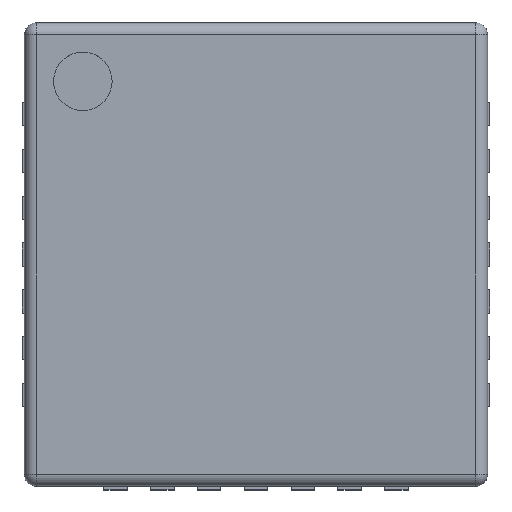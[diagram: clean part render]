
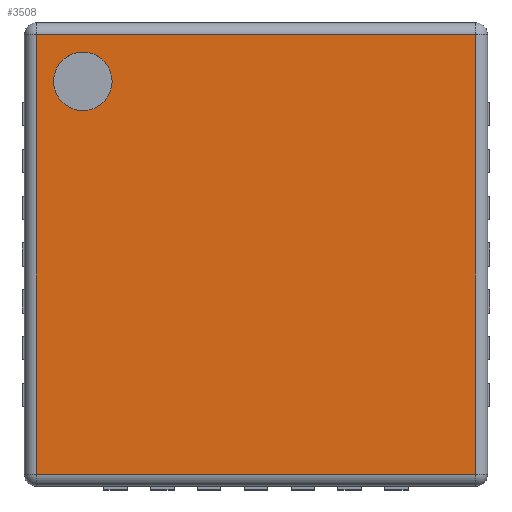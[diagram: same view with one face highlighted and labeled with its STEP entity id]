
A CAD part, top view. The second image highlights one B-rep face of the part: STEP entity #3508.
In plain terms, the highlighted planar face has unit normal (0, 0, 1).
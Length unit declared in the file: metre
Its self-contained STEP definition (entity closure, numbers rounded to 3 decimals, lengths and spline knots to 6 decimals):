
#262=CIRCLE('',#4218,0.00025);
#1166=ORIENTED_EDGE('',*,*,#1677,.F.);
#1167=ORIENTED_EDGE('',*,*,#1678,.T.);
#1168=ORIENTED_EDGE('',*,*,#1679,.T.);
#1169=ORIENTED_EDGE('',*,*,#1680,.T.);
#1170=ORIENTED_EDGE('',*,*,#1681,.T.);
#1677=EDGE_CURVE('',#2005,#2005,#262,.T.);
#1678=EDGE_CURVE('',#2006,#2007,#2350,.T.);
#1679=EDGE_CURVE('',#2007,#2008,#2351,.T.);
#1680=EDGE_CURVE('',#2008,#2009,#2352,.F.);
#1681=EDGE_CURVE('',#2009,#2006,#2353,.F.);
#2005=VERTEX_POINT('',#6356);
#2006=VERTEX_POINT('',#6358);
#2007=VERTEX_POINT('',#6359);
#2008=VERTEX_POINT('',#6361);
#2009=VERTEX_POINT('',#6363);
#2350=LINE('',#6357,#2693);
#2351=LINE('',#6360,#2694);
#2352=LINE('',#6362,#2695);
#2353=LINE('',#6364,#2696);
#2693=VECTOR('',#5292,1.);
#2694=VECTOR('',#5293,1.);
#2695=VECTOR('',#5294,1.);
#2696=VECTOR('',#5295,1.);
#2904=EDGE_LOOP('',(#1166));
#2905=EDGE_LOOP('',(#1167,#1168,#1169,#1170));
#3129=FACE_BOUND('',#2904,.T.);
#3130=FACE_BOUND('',#2905,.T.);
#3298=PLANE('',#4217);
#3508=ADVANCED_FACE('',(#3129,#3130),#3298,.T.);
#4217=AXIS2_PLACEMENT_3D('',#6354,#5288,#5289);
#4218=AXIS2_PLACEMENT_3D('',#6355,#5290,#5291);
#5288=DIRECTION('',(0.,0.,1.));
#5289=DIRECTION('',(1.,0.,0.));
#5290=DIRECTION('',(0.,0.,1.));
#5291=DIRECTION('',(1.,0.,0.));
#5292=DIRECTION('',(0.,-1.,0.));
#5293=DIRECTION('',(1.,0.,0.));
#5294=DIRECTION('',(0.,-1.,0.));
#5295=DIRECTION('',(1.,0.,0.));
#6354=CARTESIAN_POINT('',(0.,0.,0.00092));
#6355=CARTESIAN_POINT('',(-0.00148,0.00148,0.00092));
#6356=CARTESIAN_POINT('',(-0.00123,0.00148,0.00092));
#6357=CARTESIAN_POINT('',(-0.00188,-0.00198,0.00092));
#6358=CARTESIAN_POINT('',(-0.00188,0.00188,0.00092));
#6359=CARTESIAN_POINT('',(-0.00188,-0.00188,0.00092));
#6360=CARTESIAN_POINT('',(0.00198,-0.00188,0.00092));
#6361=CARTESIAN_POINT('',(0.00188,-0.00188,0.00092));
#6362=CARTESIAN_POINT('',(0.00188,0.,0.00092));
#6363=CARTESIAN_POINT('',(0.00188,0.00188,0.00092));
#6364=CARTESIAN_POINT('',(0.,0.00188,0.00092));
